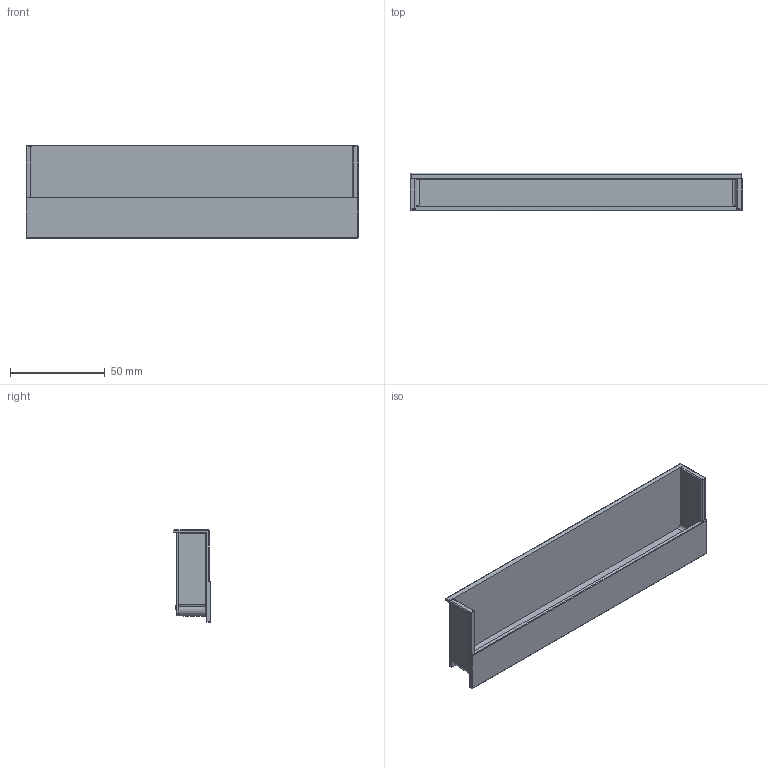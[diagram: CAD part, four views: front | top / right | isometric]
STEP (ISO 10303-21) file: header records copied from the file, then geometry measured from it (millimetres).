
FILE_DESCRIPTION(/* description */ (''),/* implementation_level */ '2;1');
FILE_NAME(/* name */ '0281_05-160.stp',/* time_stamp */ '2023-01-02T13:30:42+01:00',/* author */ ('jferrer'),/* organization */ (''),/* preprocessor_version */ 'ST-DEVELOPER v18.1',/* originating_system */ 'Autodesk Inventor 2022',/* authorisation */ '');
FILE_SCHEMA (('CONFIG_CONTROL_DESIGN'));
Length unit declared in the file: millimetre
Products named in the file (3): 0281_05-160; 0281_FRONTAL-160_04; 0281_DARRERA-160_05
Assembly tree (2 placements, depth 2):
  0281_05-160
    0281_FRONTAL-160_04
    0281_DARRERA-160_05
Bounding box: 174.85 x 19.7 x 48.5 mm (x, y, z)
Volume: 25139.3 mm3; surface area: 33377.6 mm2
Topology: 2 solids, 2 shells, 150 faces, 373 edges, 228 vertices
Faces by surface type: plane 67, cylinder 42, sphere 16, bspline 10, cone 8, torus 7
Full cylindrical faces by diameter (mm): 3.4 x3, 4 x2
Entity records: 4878 total; most frequent: CARTESIAN_POINT 1195, DIRECTION 777, ORIENTED_EDGE 744, EDGE_CURVE 372, AXIS2_PLACEMENT_3D 290, VERTEX_POINT 228, LINE 197, VECTOR 197
